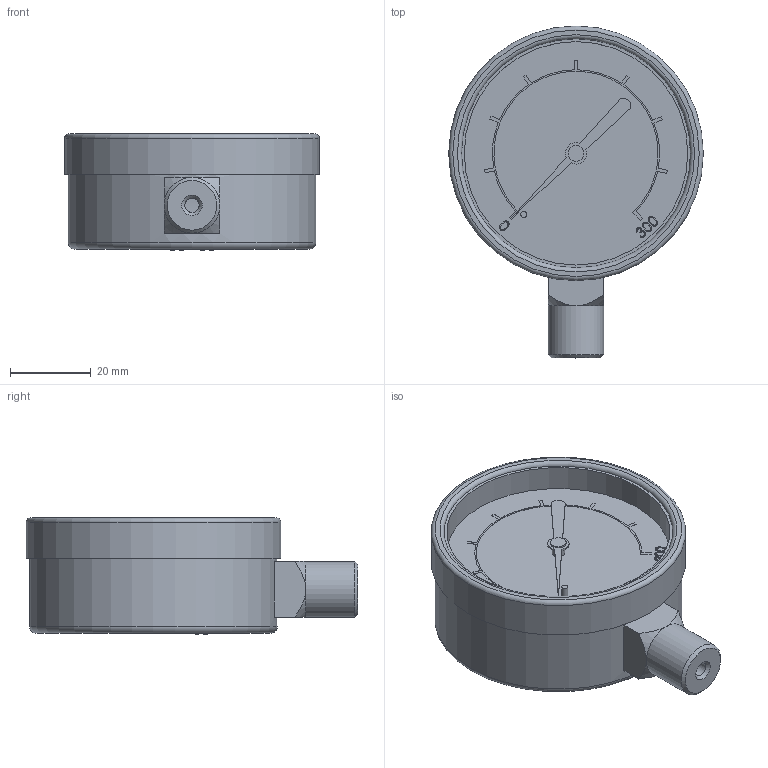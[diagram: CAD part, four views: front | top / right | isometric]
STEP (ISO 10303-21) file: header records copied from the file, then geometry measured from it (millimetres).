
FILE_DESCRIPTION (( 'STEP AP214' ), '1' );
FILE_NAME ('G25-BD300-4LB.STEP', '2022-11-29T17:04:52', ( '' ), ( '' ), 'SwSTEP 2.0', 'SolidWorks 2021', '' );
FILE_SCHEMA (( 'AUTOMOTIVE_DESIGN' ));
Length unit declared in the file: inch
Products named in the file (1): G25-BD300-4LB
Bounding box: 63.25 x 82.42 x 28.83 mm (x, y, z)
Volume: 70260 mm3; surface area: 14446.2 mm2
Topology: 1 solids, 1 shells, 225 faces, 588 edges, 383 vertices
Faces by surface type: plane 112, bspline 41, cylinder 35, cone 20, torus 17
Full cylindrical faces by diameter (mm): 1.524 x1, 3.118 x1, 3.556 x1, 3.923 x1, 6.35 x2, 13.843 x1, 55.499 x1, 61.493 x1, 63.246 x1
Entity records: 11454 total; most frequent: CARTESIAN_POINT 4596, ORIENTED_EDGE 1134, DIRECTION 952, EDGE_CURVE 567, VERTEX_POINT 379, AXIS2_PLACEMENT_3D 319, VECTOR 314, LINE 314
